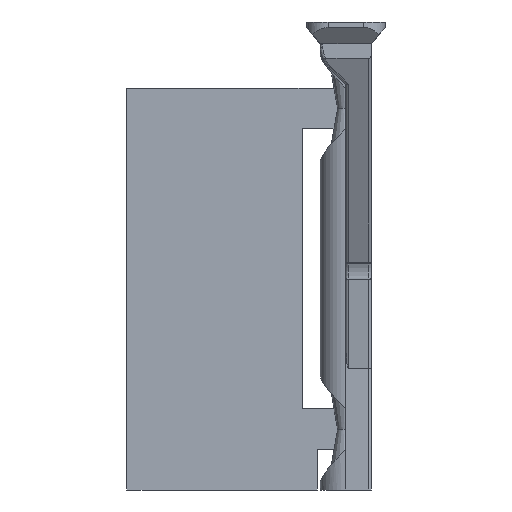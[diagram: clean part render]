
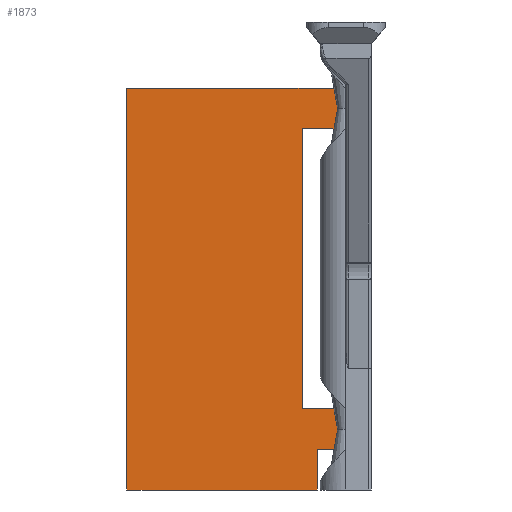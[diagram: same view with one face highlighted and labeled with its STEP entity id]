
A CAD part, front view. The second image highlights one B-rep face of the part: STEP entity #1873.
In plain terms, the highlighted planar face has unit normal (0, -1, 0).
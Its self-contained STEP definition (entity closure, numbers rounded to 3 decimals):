
#124=PLANE('',#2088);
#222=FACE_OUTER_BOUND('',#328,.T.);
#328=EDGE_LOOP('',(#1683,#1684,#1685,#1686,#1687,#1688,#1689,#1690,#1691,
#1692,#1693,#1694));
#504=LINE('',#3587,#657);
#507=LINE('',#3592,#660);
#509=LINE('',#3597,#662);
#512=LINE('',#3604,#665);
#514=LINE('',#3610,#667);
#515=LINE('',#3614,#668);
#516=LINE('',#3615,#669);
#517=LINE('',#3617,#670);
#518=LINE('',#3619,#671);
#519=LINE('',#3620,#672);
#520=LINE('',#3622,#673);
#521=LINE('',#3623,#674);
#657=VECTOR('',#2578,10.);
#660=VECTOR('',#2583,10.);
#662=VECTOR('',#2587,10.);
#665=VECTOR('',#2594,10.);
#667=VECTOR('',#2600,10.);
#668=VECTOR('',#2603,10.);
#669=VECTOR('',#2604,10.);
#670=VECTOR('',#2605,10.);
#671=VECTOR('',#2606,10.);
#672=VECTOR('',#2607,10.);
#673=VECTOR('',#2608,10.);
#674=VECTOR('',#2609,10.);
#898=VERTEX_POINT('',#3584);
#899=VERTEX_POINT('',#3586);
#900=VERTEX_POINT('',#3590);
#901=VERTEX_POINT('',#3594);
#902=VERTEX_POINT('',#3596);
#904=VERTEX_POINT('',#3602);
#906=VERTEX_POINT('',#3608);
#907=VERTEX_POINT('',#3612);
#908=VERTEX_POINT('',#3613);
#909=VERTEX_POINT('',#3616);
#910=VERTEX_POINT('',#3618);
#911=VERTEX_POINT('',#3621);
#1158=EDGE_CURVE('',#899,#898,#504,.T.);
#1161=EDGE_CURVE('',#898,#900,#507,.T.);
#1163=EDGE_CURVE('',#901,#902,#509,.T.);
#1167=EDGE_CURVE('',#901,#904,#512,.T.);
#1170=EDGE_CURVE('',#904,#906,#514,.T.);
#1171=EDGE_CURVE('',#907,#908,#515,.T.);
#1172=EDGE_CURVE('',#908,#899,#516,.T.);
#1173=EDGE_CURVE('',#909,#900,#517,.T.);
#1174=EDGE_CURVE('',#910,#909,#518,.T.);
#1175=EDGE_CURVE('',#910,#902,#519,.T.);
#1176=EDGE_CURVE('',#911,#906,#520,.T.);
#1177=EDGE_CURVE('',#911,#907,#521,.T.);
#1683=ORIENTED_EDGE('',*,*,#1171,.T.);
#1684=ORIENTED_EDGE('',*,*,#1172,.T.);
#1685=ORIENTED_EDGE('',*,*,#1158,.T.);
#1686=ORIENTED_EDGE('',*,*,#1161,.T.);
#1687=ORIENTED_EDGE('',*,*,#1173,.F.);
#1688=ORIENTED_EDGE('',*,*,#1174,.F.);
#1689=ORIENTED_EDGE('',*,*,#1175,.T.);
#1690=ORIENTED_EDGE('',*,*,#1163,.F.);
#1691=ORIENTED_EDGE('',*,*,#1167,.T.);
#1692=ORIENTED_EDGE('',*,*,#1170,.T.);
#1693=ORIENTED_EDGE('',*,*,#1176,.F.);
#1694=ORIENTED_EDGE('',*,*,#1177,.T.);
#1873=ADVANCED_FACE('',(#222),#124,.F.);
#2088=AXIS2_PLACEMENT_3D('',#3611,#2601,#2602);
#2578=DIRECTION('',(1.,0.,0.));
#2583=DIRECTION('',(0.,0.,1.));
#2587=DIRECTION('',(1.,0.,0.));
#2594=DIRECTION('',(0.,0.,1.));
#2600=DIRECTION('',(1.,0.,0.));
#2601=DIRECTION('center_axis',(0.,1.,0.));
#2602=DIRECTION('ref_axis',(1.,0.,0.));
#2603=DIRECTION('',(-1.,0.,0.));
#2604=DIRECTION('',(0.,0.,-1.));
#2605=DIRECTION('',(-1.,0.,0.));
#2606=DIRECTION('',(-0.174,0.,-0.985));
#2607=DIRECTION('',(-0.174,0.,0.985));
#2608=DIRECTION('',(-0.174,0.,-0.985));
#2609=DIRECTION('',(-0.174,0.,0.985));
#3584=CARTESIAN_POINT('',(170.5,71.75,-163.75));
#3586=CARTESIAN_POINT('',(100.,71.75,-163.75));
#3587=CARTESIAN_POINT('',(5.071,71.75,-163.75));
#3590=CARTESIAN_POINT('',(170.5,71.75,-148.75));
#3592=CARTESIAN_POINT('',(170.5,71.75,-163.75));
#3594=CARTESIAN_POINT('',(165.,71.75,-133.75));
#3596=CARTESIAN_POINT('',(176.645,71.75,-133.75));
#3597=CARTESIAN_POINT('',(100.,71.75,-133.75));
#3602=CARTESIAN_POINT('',(165.,71.75,-30.));
#3604=CARTESIAN_POINT('',(165.,71.75,-133.75));
#3608=CARTESIAN_POINT('',(176.645,71.75,-30.));
#3610=CARTESIAN_POINT('',(100.,71.75,-30.));
#3611=CARTESIAN_POINT('Origin',(100.,71.75,0.));
#3612=CARTESIAN_POINT('',(176.645,71.75,-15.));
#3613=CARTESIAN_POINT('',(100.,71.75,-15.));
#3614=CARTESIAN_POINT('',(117.625,71.75,-15.));
#3615=CARTESIAN_POINT('',(100.,71.75,0.));
#3616=CARTESIAN_POINT('',(176.645,71.75,-148.75));
#3617=CARTESIAN_POINT('',(177.,71.75,-148.75));
#3618=CARTESIAN_POINT('',(177.967,71.75,-141.25));
#3619=CARTESIAN_POINT('',(174.,71.75,-163.75));
#3620=CARTESIAN_POINT('',(174.,71.75,-118.75));
#3621=CARTESIAN_POINT('',(177.967,71.75,-22.5));
#3622=CARTESIAN_POINT('',(174.,71.75,-45.));
#3623=CARTESIAN_POINT('',(174.,71.75,0.));
